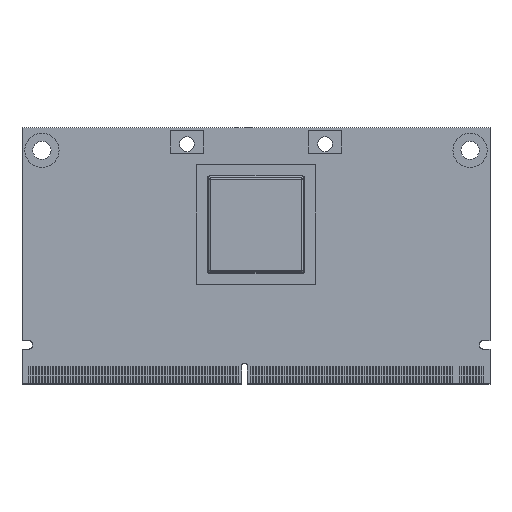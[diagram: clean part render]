
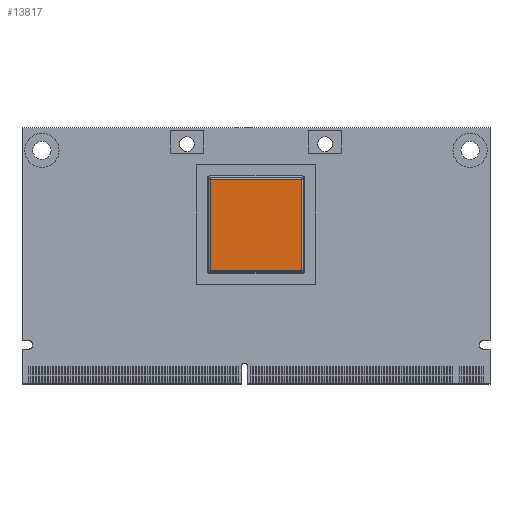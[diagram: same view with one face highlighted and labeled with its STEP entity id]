
A CAD part, top view. The second image highlights one B-rep face of the part: STEP entity #13817.
In plain terms, the highlighted planar face has unit normal (0, 0, 1).
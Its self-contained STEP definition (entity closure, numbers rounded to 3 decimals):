
#1754 = AXIS2_PLACEMENT_3D ( 'NONE', #4020, #4016, #4026 ) ;
#4016 = DIRECTION ( 'NONE',  ( 0., 0., 1. ) ) ;
#4020 = CARTESIAN_POINT ( 'NONE',  ( 0., 0., 1.91 ) ) ;
#4022 = PLANE ( 'NONE',  #1754 ) ;
#4026 = DIRECTION ( 'NONE',  ( 1., 0., 0. ) ) ;
#10039 = EDGE_LOOP ( 'NONE', ( #19195, #19187, #19185, #19197 ) ) ;
#13817 = ADVANCED_FACE ( 'NONE', ( #46081 ), #4022, .T. ) ;
#18380 = EDGE_CURVE ( 'NONE', #18550, #19012, #21709, .T. ) ;
#18381 = EDGE_CURVE ( 'NONE', #18542, #18550, #21703, .T. ) ;
#18382 = EDGE_CURVE ( 'NONE', #18580, #18542, #21713, .T. ) ;
#18385 = EDGE_CURVE ( 'NONE', #19012, #18580, #21719, .T. ) ;
#18542 = VERTEX_POINT ( 'NONE', #23707 ) ;
#18550 = VERTEX_POINT ( 'NONE', #23715 ) ;
#18580 = VERTEX_POINT ( 'NONE', #23745 ) ;
#19012 = VERTEX_POINT ( 'NONE', #26512 ) ;
#19185 = ORIENTED_EDGE ( 'NONE', *, *, #18381, .T. ) ;
#19187 = ORIENTED_EDGE ( 'NONE', *, *, #18382, .T. ) ;
#19195 = ORIENTED_EDGE ( 'NONE', *, *, #18385, .T. ) ;
#19197 = ORIENTED_EDGE ( 'NONE', *, *, #18380, .T. ) ;
#21703 = LINE ( 'NONE', #23294, #21714 ) ;
#21709 = LINE ( 'NONE', #23315, #21712 ) ;
#21712 = VECTOR ( 'NONE', #23319, 1000. ) ;
#21713 = LINE ( 'NONE', #23324, #21716 ) ;
#21714 = VECTOR ( 'NONE', #23321, 1000. ) ;
#21716 = VECTOR ( 'NONE', #23327, 1000. ) ;
#21719 = LINE ( 'NONE', #23338, #21722 ) ;
#21722 = VECTOR ( 'NONE', #23341, 1000. ) ;
#23294 = CARTESIAN_POINT ( 'NONE',  ( 2.4, 18.476, 1.91 ) ) ;
#23315 = CARTESIAN_POINT ( 'NONE',  ( 2.524, 2.4, 1.91 ) ) ;
#23319 = DIRECTION ( 'NONE',  ( 0., -1., 0. ) ) ;
#23321 = DIRECTION ( 'NONE',  ( -1., 0., 0. ) ) ;
#23324 = CARTESIAN_POINT ( 'NONE',  ( 18.476, 18.6, 1.91 ) ) ;
#23327 = DIRECTION ( 'NONE',  ( 0., 1., 0. ) ) ;
#23338 = CARTESIAN_POINT ( 'NONE',  ( 18.6, 2.524, 1.91 ) ) ;
#23341 = DIRECTION ( 'NONE',  ( 1., 0., 0. ) ) ;
#23707 = CARTESIAN_POINT ( 'NONE',  ( 18.476, 18.476, 1.91 ) ) ;
#23715 = CARTESIAN_POINT ( 'NONE',  ( 2.524, 18.476, 1.91 ) ) ;
#23745 = CARTESIAN_POINT ( 'NONE',  ( 18.476, 2.524, 1.91 ) ) ;
#26512 = CARTESIAN_POINT ( 'NONE',  ( 2.524, 2.524, 1.91 ) ) ;
#46081 = FACE_OUTER_BOUND ( 'NONE', #10039, .T. ) ;
